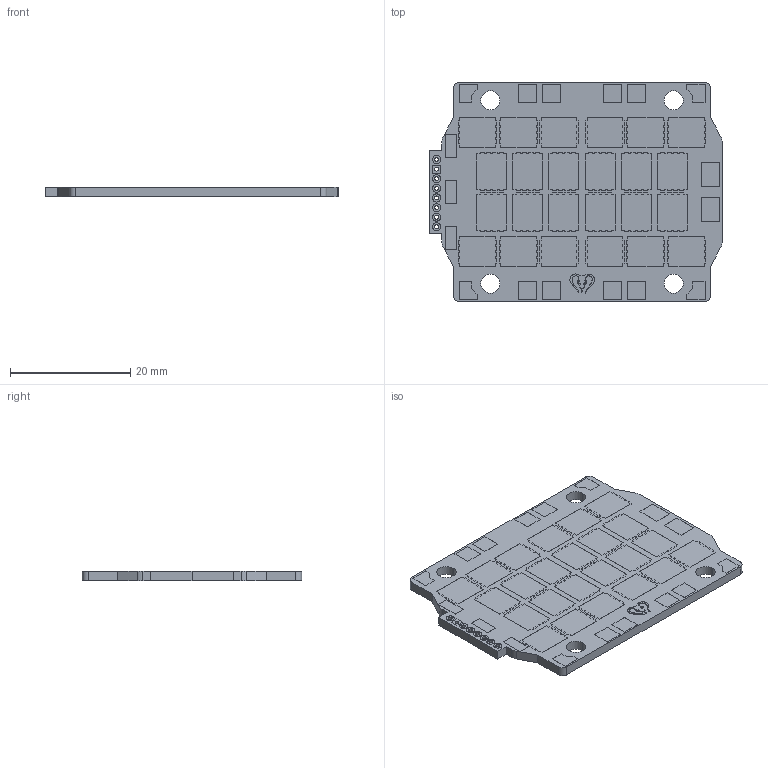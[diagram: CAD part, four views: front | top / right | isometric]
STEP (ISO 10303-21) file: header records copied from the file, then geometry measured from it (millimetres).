
FILE_DESCRIPTION((''),'2;1');
FILE_NAME('REGEL','2022-02-19T21:11:11',('BenoVidla'),(''),'CREO PARAMETRIC BY PTC INC, 2021063','CREO PARAMETRIC BY PTC INC, 2021063','');
FILE_SCHEMA(('AP242_MANAGED_MODEL_BASED_3D_ENGINEERING_MIM_LF { 1 0 10303 442 1 1 4 }'));
Length unit declared in the file: millimetre
Products named in the file (1): REGEL
Bounding box: 48.75 x 36.5 x 1.6 mm (x, y, z)
Volume: 2601.1 mm3; surface area: 3647.3 mm2
Topology: 1 solids, 1 shells, 1402 faces, 4992 edges, 3722 vertices
Faces by surface type: plane 1328, cylinder 61, extrusion 13
Entity records: 56076 total; most frequent: CARTESIAN_POINT 9427, DIRECTION 7945, ORIENTED_EDGE 7740, VECTOR 4827, LINE 4814, EDGE_CURVE 3870, VERTEX_POINT 2580, AXIS2_PLACEMENT_3D 1559
